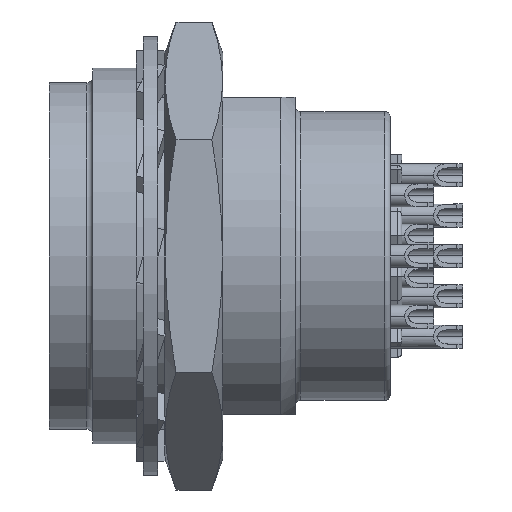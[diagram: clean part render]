
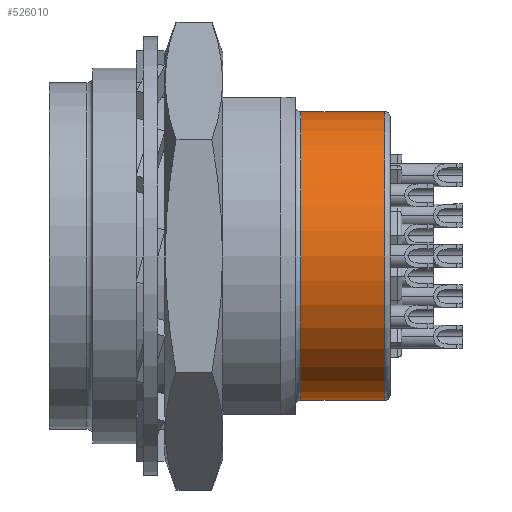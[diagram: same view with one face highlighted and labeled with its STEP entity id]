
A CAD part, front view. The second image highlights one B-rep face of the part: STEP entity #526010.
In plain terms, the highlighted cylindrical face has radius 5 mm (diameter 10 mm), a partial arc.
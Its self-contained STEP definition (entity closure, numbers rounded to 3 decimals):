
#468560=CARTESIAN_POINT('',(10.3,-5.,0.));
#468570=VERTEX_POINT('',#468560);
#468600=CARTESIAN_POINT('',(10.3,0.,0.));
#468610=DIRECTION('',(-1.,0.,0.));
#468620=DIRECTION('',(0.,1.,0.));
#468630=AXIS2_PLACEMENT_3D('',#468600,#468610,#468620);
#468640=CIRCLE('',#468630,5.);
#468650=CARTESIAN_POINT('',(10.3,5.,0.));
#468660=VERTEX_POINT('',#468650);
#468800=CARTESIAN_POINT('',(8.85,0.,0.));
#468810=DIRECTION('',(-1.,0.,0.));
#468820=DIRECTION('',(0.,1.,0.));
#468830=AXIS2_PLACEMENT_3D('',#468800,#468810,#468820);
#468840=CYLINDRICAL_SURFACE('',#468830,5.);
#468850=CARTESIAN_POINT('',(8.85,-5.,0.));
#468860=DIRECTION('',(-1.,0.,0.));
#468870=VECTOR('',#468860,1.);
#468880=LINE('',#468850,#468870);
#468890=CARTESIAN_POINT('',(7.4,-5.,0.));
#468900=VERTEX_POINT('',#468890);
#468910=EDGE_CURVE('',#468570,#468900,#468880,.T.);
#468930=CARTESIAN_POINT('',(7.4,0.,0.));
#468940=DIRECTION('',(-1.,0.,0.));
#468950=DIRECTION('',(0.,1.,0.));
#468960=AXIS2_PLACEMENT_3D('',#468930,#468940,#468950);
#468970=CIRCLE('',#468960,5.);
#468980=CARTESIAN_POINT('',(7.4,5.,0.));
#468990=VERTEX_POINT('',#468980);
#469020=CARTESIAN_POINT('',(8.85,5.,0.));
#469030=DIRECTION('',(-1.,0.,0.));
#469040=VECTOR('',#469030,1.);
#469050=LINE('',#469020,#469040);
#469060=EDGE_CURVE('',#468660,#468990,#469050,.T.);
#525930=EDGE_CURVE('',#468660,#468570,#468640,.T.);
#525940=ORIENTED_EDGE('',*,*,#525930,.T.);
#525950=ORIENTED_EDGE('',*,*,#469060,.F.);
#525960=EDGE_CURVE('',#468990,#468900,#468970,.T.);
#525970=ORIENTED_EDGE('',*,*,#525960,.F.);
#525980=ORIENTED_EDGE('',*,*,#468910,.T.);
#525990=EDGE_LOOP('',(#525980,#525970,#525950,#525940));
#526000=FACE_OUTER_BOUND('',#525990,.T.);
#526010=ADVANCED_FACE('',(#526000),#468840,.T.);
